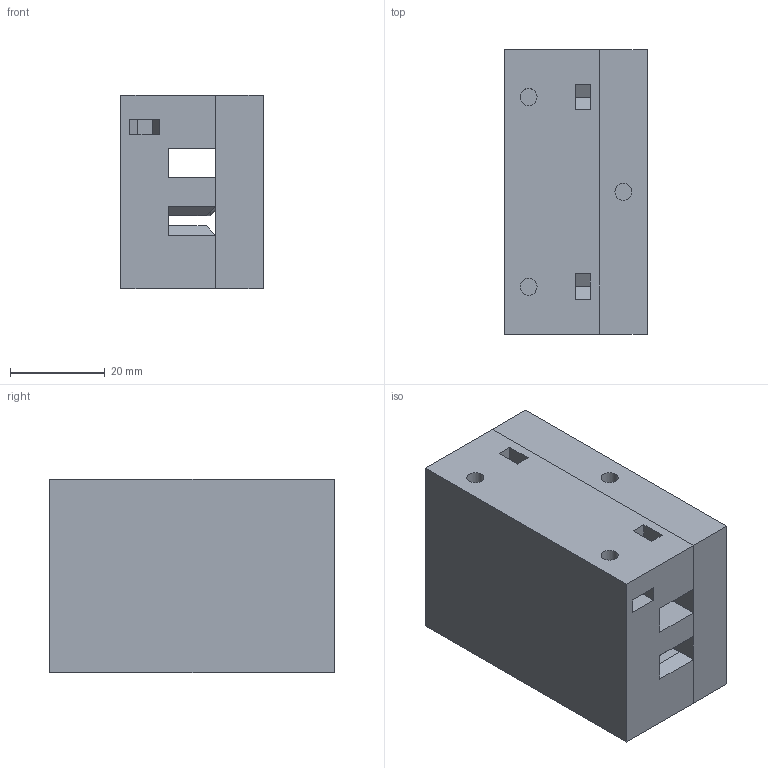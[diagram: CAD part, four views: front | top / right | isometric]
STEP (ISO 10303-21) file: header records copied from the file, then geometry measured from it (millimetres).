
FILE_DESCRIPTION(/* description */ (''),/* implementation_level */ '2;1');
FILE_NAME(/* name */ 'y-belt-holder.step',/* time_stamp */ '2024-04-30T20:58:37+05:30',/* author */ (''),/* organization */ (''),/* preprocessor_version */ 'ST-DEVELOPER v20',/* originating_system */ 'Autodesk Translation Framework v12.20.1.177',/* authorisation */ '');
FILE_SCHEMA (('AUTOMOTIVE_DESIGN { 1 0 10303 214 3 1 1 }'));
Length unit declared in the file: millimetre
Products named in the file (2): y-belt-holder; y-belt-holder_1
Assembly tree (1 placements, depth 2):
  y-belt-holder
    y-belt-holder_1
Bounding box: 30 x 60 x 40.75 mm (x, y, z)
Volume: 65183.7 mm3; surface area: 19812.1 mm2
Topology: 2 solids, 2 shells, 106 faces, 247 edges, 162 vertices
Faces by surface type: plane 84, cylinder 20, cone 2
Full cylindrical faces by diameter (mm): 3.6 x15, 6 x3, 8 x2
Entity records: 3077 total; most frequent: CARTESIAN_POINT 518, DIRECTION 507, ORIENTED_EDGE 494, EDGE_CURVE 247, LINE 205, VECTOR 205, VERTEX_POINT 162, AXIS2_PLACEMENT_3D 151
